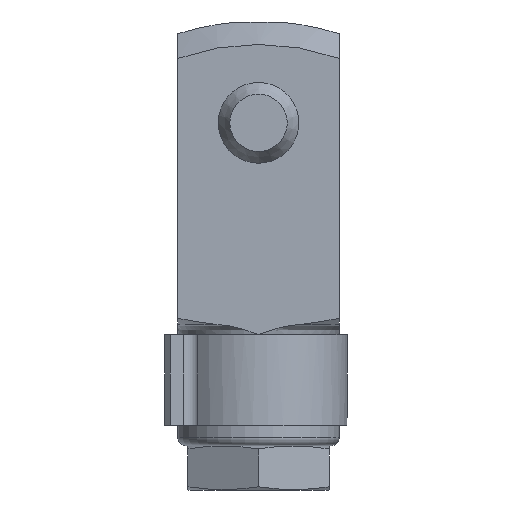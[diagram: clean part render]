
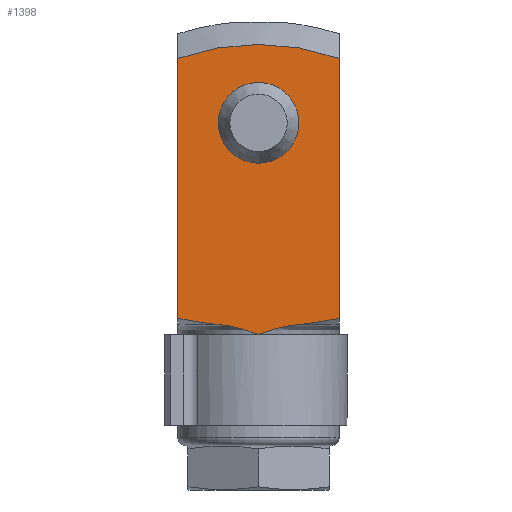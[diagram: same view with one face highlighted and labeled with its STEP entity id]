
A CAD part, left-side view. The second image highlights one B-rep face of the part: STEP entity #1398.
In plain terms, the highlighted face is planar.
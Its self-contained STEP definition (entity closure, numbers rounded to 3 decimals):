
#83=B_SPLINE_CURVE_WITH_KNOTS('',3,(#2141,#2142,#2143,#2144),
 .UNSPECIFIED.,.F.,.F.,(4,4),(0.,0.002),
 .UNSPECIFIED.);
#84=B_SPLINE_CURVE_WITH_KNOTS('',3,(#2146,#2147,#2148,#2149),
 .UNSPECIFIED.,.F.,.F.,(4,4),(0.004,0.007),
 .UNSPECIFIED.);
#85=B_SPLINE_CURVE_WITH_KNOTS('',3,(#2151,#2152,#2153,#2154),
 .UNSPECIFIED.,.F.,.F.,(4,4),(0.,0.002),
 .UNSPECIFIED.);
#86=B_SPLINE_CURVE_WITH_KNOTS('',3,(#2156,#2157,#2158,#2159),
 .UNSPECIFIED.,.F.,.F.,(4,4),(0.006,0.008),
 .UNSPECIFIED.);
#127=LINE('',#2139,#227);
#128=LINE('',#2161,#228);
#227=VECTOR('',#1711,1000.);
#228=VECTOR('',#1712,1000.);
#339=ORIENTED_EDGE('',*,*,#745,.T.);
#340=ORIENTED_EDGE('',*,*,#746,.F.);
#341=ORIENTED_EDGE('',*,*,#747,.F.);
#342=ORIENTED_EDGE('',*,*,#748,.T.);
#343=ORIENTED_EDGE('',*,*,#749,.T.);
#344=ORIENTED_EDGE('',*,*,#750,.T.);
#345=ORIENTED_EDGE('',*,*,#751,.T.);
#346=ORIENTED_EDGE('',*,*,#752,.F.);
#745=EDGE_CURVE('',#948,#948,#1072,.F.);
#746=EDGE_CURVE('',#949,#950,#1073,.F.);
#747=EDGE_CURVE('',#951,#949,#127,.T.);
#748=EDGE_CURVE('',#951,#952,#83,.T.);
#749=EDGE_CURVE('',#952,#953,#84,.T.);
#750=EDGE_CURVE('',#953,#954,#85,.T.);
#751=EDGE_CURVE('',#954,#955,#86,.T.);
#752=EDGE_CURVE('',#950,#955,#128,.T.);
#948=VERTEX_POINT('',#2135);
#949=VERTEX_POINT('',#2137);
#950=VERTEX_POINT('',#2138);
#951=VERTEX_POINT('',#2140);
#952=VERTEX_POINT('',#2145);
#953=VERTEX_POINT('',#2150);
#954=VERTEX_POINT('',#2155);
#955=VERTEX_POINT('',#2160);
#1072=CIRCLE('',#1533,2.);
#1073=CIRCLE('',#1534,11.888);
#1133=EDGE_LOOP('',(#339));
#1134=EDGE_LOOP('',(#340,#341,#342,#343,#344,#345,#346));
#1244=FACE_BOUND('',#1133,.T.);
#1245=FACE_BOUND('',#1134,.T.);
#1352=PLANE('',#1532);
#1398=ADVANCED_FACE('',(#1244,#1245),#1352,.T.);
#1532=AXIS2_PLACEMENT_3D('',#2133,#1705,#1706);
#1533=AXIS2_PLACEMENT_3D('',#2134,#1707,#1708);
#1534=AXIS2_PLACEMENT_3D('',#2136,#1709,#1710);
#1705=DIRECTION('',(1.,0.,0.));
#1706=DIRECTION('',(0.,0.,-1.));
#1707=DIRECTION('',(1.,0.,0.));
#1708=DIRECTION('',(0.,0.,-1.));
#1709=DIRECTION('',(1.,0.,0.));
#1710=DIRECTION('',(0.,0.,-1.));
#1711=DIRECTION('',(0.,0.,1.));
#1712=DIRECTION('',(0.,0.,-1.));
#2133=CARTESIAN_POINT('',(4.,9.,-16.));
#2134=CARTESIAN_POINT('',(4.,0.,0.));
#2135=CARTESIAN_POINT('',(4.,0.,-2.));
#2136=CARTESIAN_POINT('',(4.,0.,-8.));
#2137=CARTESIAN_POINT('',(4.,-4.,3.194));
#2138=CARTESIAN_POINT('',(4.,4.,3.194));
#2139=CARTESIAN_POINT('',(4.,-4.,-16.));
#2140=CARTESIAN_POINT('',(4.,-4.,-9.69));
#2141=CARTESIAN_POINT('',(4.,-4.,-9.69));
#2142=CARTESIAN_POINT('',(4.,-3.355,-9.812));
#2143=CARTESIAN_POINT('',(4.,-2.709,-9.921));
#2144=CARTESIAN_POINT('',(4.,-2.062,-10.));
#2145=CARTESIAN_POINT('',(4.,-2.062,-10.));
#2146=CARTESIAN_POINT('',(4.,-2.062,-10.));
#2147=CARTESIAN_POINT('',(4.,-1.349,-10.));
#2148=CARTESIAN_POINT('',(4.,-0.671,-10.263));
#2149=CARTESIAN_POINT('',(4.,0.,-10.5));
#2150=CARTESIAN_POINT('',(4.,0.,-10.5));
#2151=CARTESIAN_POINT('',(4.,0.,-10.5));
#2152=CARTESIAN_POINT('',(4.,0.67,-10.263));
#2153=CARTESIAN_POINT('',(4.,1.347,-10.));
#2154=CARTESIAN_POINT('',(4.,2.062,-10.));
#2155=CARTESIAN_POINT('',(4.,2.062,-10.));
#2156=CARTESIAN_POINT('',(4.,2.062,-10.));
#2157=CARTESIAN_POINT('',(4.,2.711,-9.92));
#2158=CARTESIAN_POINT('',(4.,3.357,-9.812));
#2159=CARTESIAN_POINT('',(4.,4.,-9.69));
#2160=CARTESIAN_POINT('',(4.,4.,-9.69));
#2161=CARTESIAN_POINT('',(4.,4.,6.));
